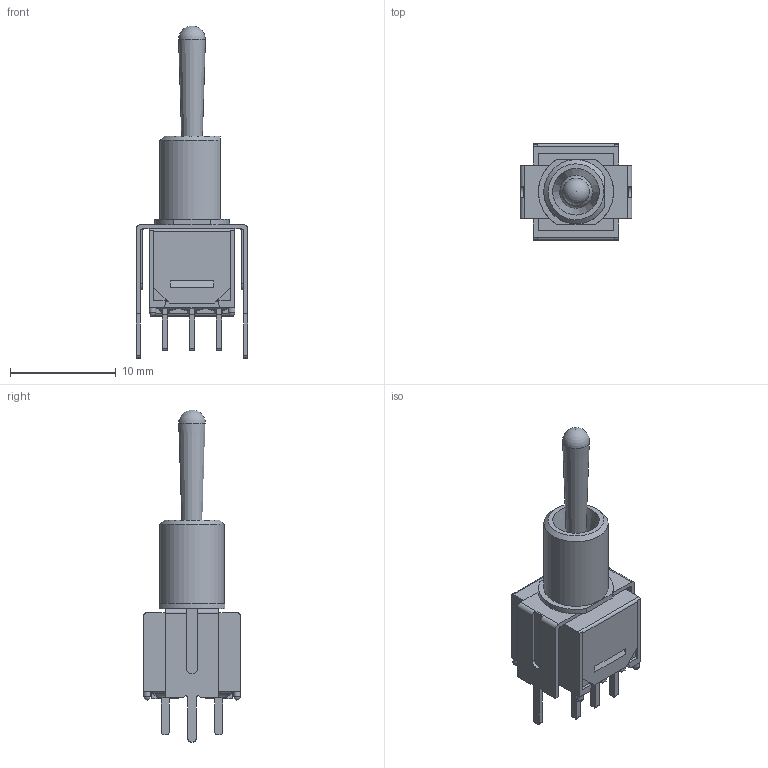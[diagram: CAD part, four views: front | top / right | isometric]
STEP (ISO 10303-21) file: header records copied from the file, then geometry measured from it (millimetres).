
FILE_DESCRIPTION((' '),'2;1');
FILE_NAME('200MDPxT4B6VS2xE.stp','2017-07-31T13:22:44',(' '),(' '),' ','ACIS',' ');
FILE_SCHEMA(('CONFIG_CONTROL_DESIGN'));
Length unit declared in the file: inch
Products named in the file (1): 200MDPxT4B6VS2xE.stp
Bounding box: 10.56 x 9.14 x 31.39 mm (x, y, z)
Volume: 543.2 mm3; surface area: 1380.4 mm2
Topology: 1 solids, 3 shells, 280 faces, 783 edges, 510 vertices
Faces by surface type: plane 199, cylinder 54, bspline 16, sphere 7, cone 4
Full cylindrical faces by diameter (mm): 0.65 x4
Entity records: 9620 total; most frequent: CARTESIAN_POINT 2443, ORIENTED_EDGE 1514, DIRECTION 1405, EDGE_CURVE 757, VECTOR 549, LINE 549, VERTEX_POINT 499, AXIS2_PLACEMENT_3D 428
